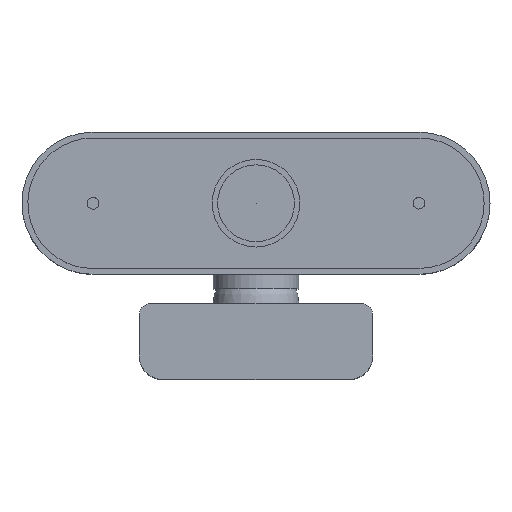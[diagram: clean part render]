
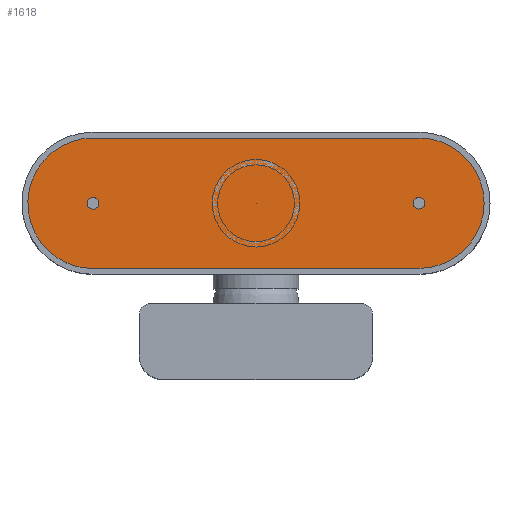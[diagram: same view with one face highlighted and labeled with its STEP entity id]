
A CAD part, top view. The second image highlights one B-rep face of the part: STEP entity #1618.
In plain terms, the highlighted planar face has unit normal (0, 0, 1).
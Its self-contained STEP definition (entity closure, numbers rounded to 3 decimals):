
#55=FACE_BOUND('',#269,.T.);
#56=FACE_BOUND('',#270,.T.);
#91=PLANE('',#1793);
#163=FACE_OUTER_BOUND('',#268,.T.);
#268=EDGE_LOOP('',(#1227,#1228,#1229,#1230,#1231,#1232));
#269=EDGE_LOOP('',(#1233));
#270=EDGE_LOOP('',(#1234));
#394=LINE('',#2574,#531);
#399=LINE('',#2588,#536);
#403=LINE('',#2600,#540);
#531=VECTOR('',#2057,10.);
#536=VECTOR('',#2070,10.);
#540=VECTOR('',#2082,10.);
#655=CIRCLE('',#1777,1.);
#657=CIRCLE('',#1780,1.);
#658=CIRCLE('',#1783,11.165);
#660=CIRCLE('',#1787,11.165);
#662=CIRCLE('',#1791,11.165);
#756=VERTEX_POINT('',#2562);
#758=VERTEX_POINT('',#2568);
#759=VERTEX_POINT('',#2572);
#760=VERTEX_POINT('',#2573);
#763=VERTEX_POINT('',#2581);
#765=VERTEX_POINT('',#2587);
#767=VERTEX_POINT('',#2593);
#769=VERTEX_POINT('',#2599);
#924=EDGE_CURVE('',#756,#756,#655,.T.);
#927=EDGE_CURVE('',#758,#758,#657,.T.);
#928=EDGE_CURVE('',#759,#760,#394,.T.);
#932=EDGE_CURVE('',#759,#763,#658,.T.);
#935=EDGE_CURVE('',#765,#763,#399,.T.);
#938=EDGE_CURVE('',#765,#767,#660,.T.);
#941=EDGE_CURVE('',#769,#767,#403,.T.);
#944=EDGE_CURVE('',#769,#760,#662,.T.);
#1227=ORIENTED_EDGE('',*,*,#944,.T.);
#1228=ORIENTED_EDGE('',*,*,#928,.F.);
#1229=ORIENTED_EDGE('',*,*,#932,.T.);
#1230=ORIENTED_EDGE('',*,*,#935,.F.);
#1231=ORIENTED_EDGE('',*,*,#938,.T.);
#1232=ORIENTED_EDGE('',*,*,#941,.F.);
#1233=ORIENTED_EDGE('',*,*,#927,.T.);
#1234=ORIENTED_EDGE('',*,*,#924,.T.);
#1618=ADVANCED_FACE('',(#163,#55,#56),#91,.T.);
#1777=AXIS2_PLACEMENT_3D('',#2564,#2046,#2047);
#1780=AXIS2_PLACEMENT_3D('',#2570,#2053,#2054);
#1783=AXIS2_PLACEMENT_3D('',#2582,#2063,#2064);
#1787=AXIS2_PLACEMENT_3D('',#2594,#2075,#2076);
#1791=AXIS2_PLACEMENT_3D('',#2605,#2087,#2088);
#1793=AXIS2_PLACEMENT_3D('',#2607,#2091,#2092);
#2046=DIRECTION('center_axis',(0.,0.,-1.));
#2047=DIRECTION('ref_axis',(1.,0.,0.));
#2053=DIRECTION('center_axis',(0.,0.,-1.));
#2054=DIRECTION('ref_axis',(1.,0.,0.));
#2057=DIRECTION('',(-1.,0.,0.));
#2063=DIRECTION('center_axis',(0.,0.,1.));
#2064=DIRECTION('ref_axis',(0.,-1.,0.));
#2070=DIRECTION('',(1.,0.,0.));
#2075=DIRECTION('center_axis',(0.,0.,1.));
#2076=DIRECTION('ref_axis',(0.,1.,0.));
#2082=DIRECTION('',(0.998,-0.062,0.));
#2087=DIRECTION('center_axis',(0.,0.,1.));
#2088=DIRECTION('ref_axis',(-0.407,-0.914,0.));
#2091=DIRECTION('center_axis',(0.,0.,1.));
#2092=DIRECTION('ref_axis',(1.,0.,0.));
#2562=CARTESIAN_POINT('',(110.166,80.836,0.));
#2564=CARTESIAN_POINT('Origin',(111.166,80.836,0.));
#2568=CARTESIAN_POINT('',(165.994,80.84,0.));
#2570=CARTESIAN_POINT('Origin',(166.994,80.84,0.));
#2572=CARTESIAN_POINT('',(166.994,69.676,0.));
#2573=CARTESIAN_POINT('',(111.063,69.676,0.));
#2574=CARTESIAN_POINT('',(166.994,69.676,0.));
#2581=CARTESIAN_POINT('',(166.994,92.006,0.));
#2582=CARTESIAN_POINT('Origin',(166.994,80.841,0.));
#2587=CARTESIAN_POINT('',(111.166,92.006,0.));
#2588=CARTESIAN_POINT('',(111.166,92.006,0.));
#2593=CARTESIAN_POINT('',(106.641,70.634,0.));
#2594=CARTESIAN_POINT('Origin',(111.166,80.841,0.));
#2599=CARTESIAN_POINT('',(106.521,70.642,0.));
#2600=CARTESIAN_POINT('',(106.521,70.642,0.));
#2605=CARTESIAN_POINT('Origin',(111.063,80.841,0.));
#2607=CARTESIAN_POINT('Origin',(139.08,80.841,0.));
